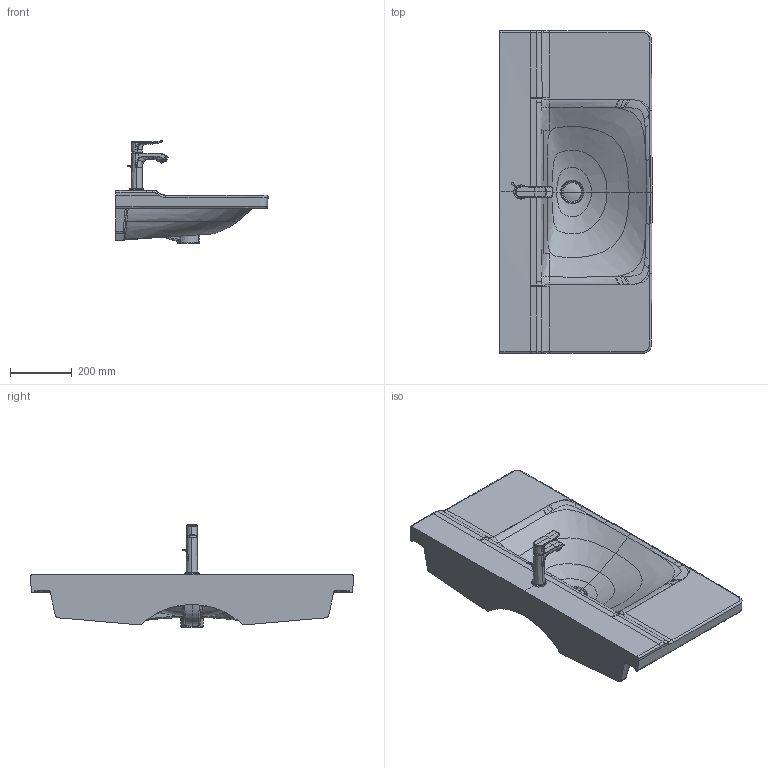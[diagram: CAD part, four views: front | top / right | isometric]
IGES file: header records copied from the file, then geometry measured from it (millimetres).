
Global section: file name: No Iges File Name specified; native system: Autodesk Inventor 2011; preprocessor: AutoDesk Inventor Iges Exporter R2011; author: Administrator; date: 20151110.151900; units: millimetre
Bounding box: 494.75 x 1049.88 x 334.35 mm (x, y, z)
Volume: 22808711.6 mm3; surface area: 1568441.8 mm2
Topology: 11 solids, 11 shells, 1493 faces, 4196 edges, 2719 vertices
Faces by surface type: plane 512, bspline 476, cylinder 289, revolution 111, cone 55, torus 48, sphere 2
